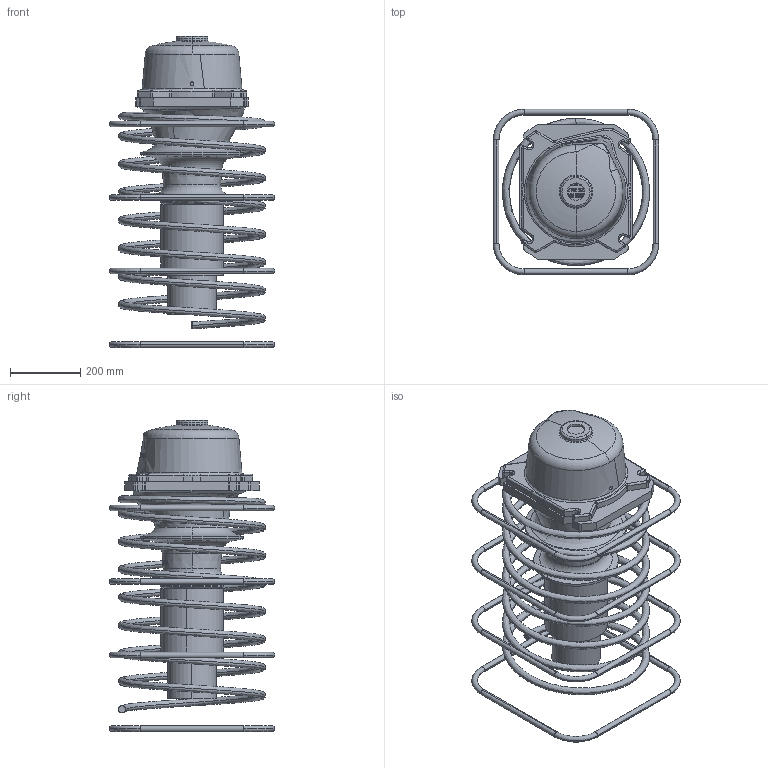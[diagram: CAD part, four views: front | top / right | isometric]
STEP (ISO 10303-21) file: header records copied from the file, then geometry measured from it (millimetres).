
FILE_DESCRIPTION (( 'STEP AP203' ), '1' );
FILE_NAME ('31c15 ANCHOR ASSEMBLY FOR CLIENTS - WITH CAP.STEP', '2018-02-23T05:09:41', ( '' ), ( '' ), 'SwSTEP 2.0', 'SolidWorks 2016', '' );
FILE_SCHEMA (( 'CONFIG_CONTROL_DESIGN' ));
Length unit declared in the file: millimetre
Products named in the file (1): 31c15 ANCHOR ASSEMBLY FOR CLIENTS - WITH CAP
Bounding box: 472 x 472 x 888 mm (x, y, z)
Volume: 31298643.4 mm3; surface area: 2182329.3 mm2
Topology: 7 solids, 8 shells, 1121 faces, 3028 edges, 1965 vertices
Faces by surface type: bspline 581, plane 287, cylinder 124, torus 78, cone 36, sphere 15
Entity records: 95739 total; most frequent: CARTESIAN_POINT 71892, ORIENTED_EDGE 6022, DIRECTION 3049, EDGE_CURVE 3011, VERTEX_POINT 1958, B_SPLINE_CURVE_WITH_KNOTS 1451, EDGE_LOOP 1189, LINE 1145
